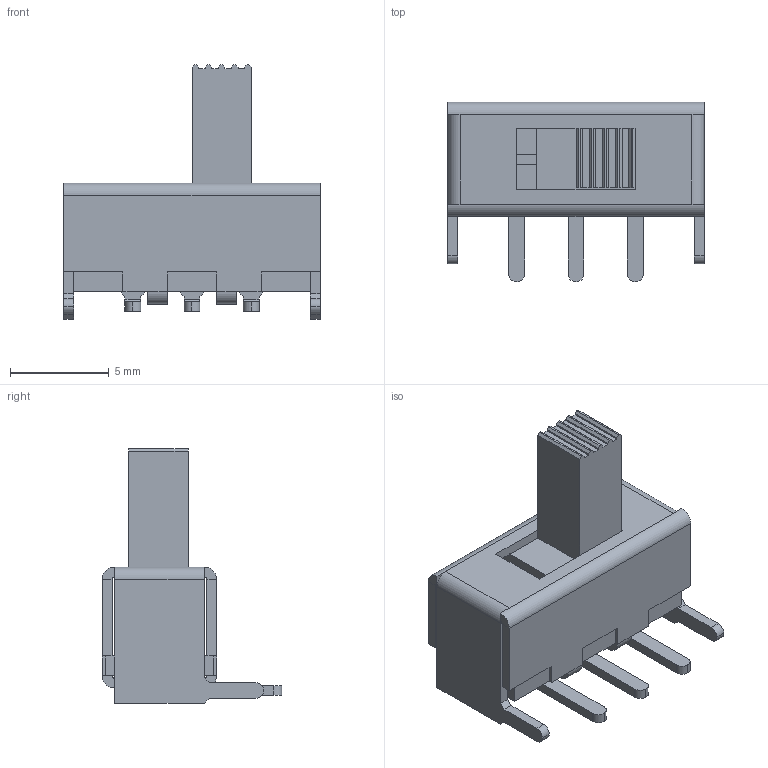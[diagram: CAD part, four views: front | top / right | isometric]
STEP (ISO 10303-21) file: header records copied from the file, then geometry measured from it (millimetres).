
FILE_DESCRIPTION(/* description */ ('Unknown'),/* implementation_level */ '2;1');
FILE_NAME(/* name */ 'SS12F23',/* time_stamp */ '2017-09-15T13:51:54-04:00',/* author */ ('Unknown'),/* organization */ ('Unknown'),/* preprocessor_version */ 'ST-DEVELOPER v16.7',/* originating_system */ 'DEX',/* authorisation */ $);
FILE_SCHEMA (('AUTOMOTIVE_DESIGN {1 0 10303 214 3 1 1}'));
Length unit declared in the file: millimetre
Products named in the file (7): User Library-SLIDE SWITCH SS12F23; User Library-SLIDE SWITCH SS12F23_SLIDE SWITCH SS12F23 Contato; User Library-SLIDE SWITCH SS12F23_SLIDE SWITCH SS12F23 ATUADOR; User Library-SLIDE SWITCH SS12F23_SLIDE SWITCH SS12F23 LATERAL; User Library-SLIDE SWITCH SS12F23_SLIDE SWITCH SS12F23 CENTRAL; User Library-SLIDE SWITCH SS12F23_SLIDE SWITCH SS12F23 PCB; User Library-SLIDE SWITCH SS12F23_SLIDE SWITCH SS12F23 CAPA
Assembly tree (7 placements, depth 2):
  User Library-SLIDE SWITCH SS12F23
    User Library-SLIDE SWITCH SS12F23_SLIDE SWITCH SS12F23 Contato
    User Library-SLIDE SWITCH SS12F23_SLIDE SWITCH SS12F23 ATUADOR
    User Library-SLIDE SWITCH SS12F23_SLIDE SWITCH SS12F23 LATERAL  x2
    User Library-SLIDE SWITCH SS12F23_SLIDE SWITCH SS12F23 CENTRAL
    User Library-SLIDE SWITCH SS12F23_SLIDE SWITCH SS12F23 PCB
    User Library-SLIDE SWITCH SS12F23_SLIDE SWITCH SS12F23 CAPA
Bounding box: 13 x 9.1 x 12.9 mm (x, y, z)
Volume: 334.6 mm3; surface area: 1108.8 mm2
Topology: 7 solids, 7 shells, 267 faces, 694 edges, 442 vertices
Faces by surface type: plane 221, cylinder 46
Full cylindrical faces by diameter (mm): 1.5 x1
Entity records: 7679 total; most frequent: CARTESIAN_POINT 1316, ORIENTED_EDGE 1294, DIRECTION 1252, EDGE_CURVE 647, LINE 558, VECTOR 558, VERTEX_POINT 411, AXIS2_PLACEMENT_3D 347
